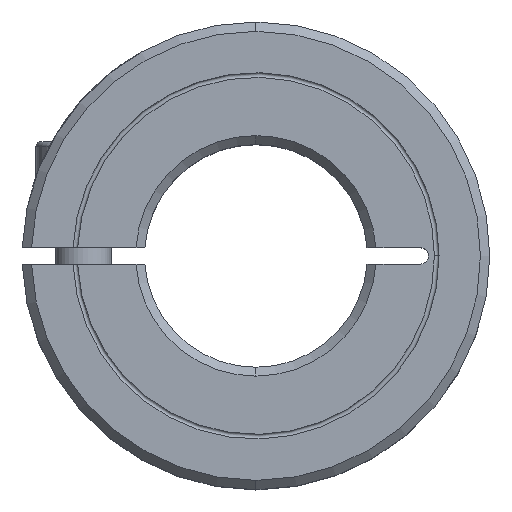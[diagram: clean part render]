
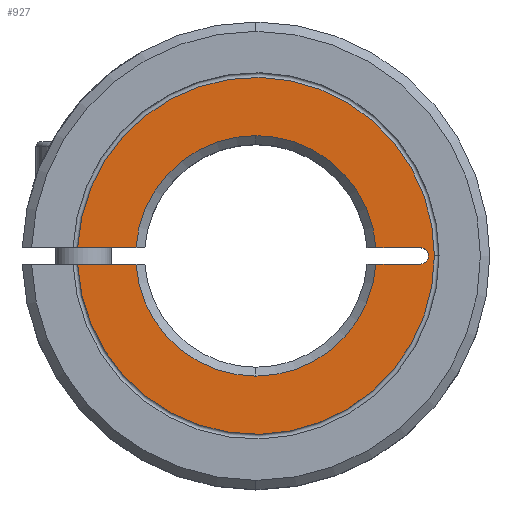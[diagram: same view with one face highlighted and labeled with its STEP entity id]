
A CAD part, top view. The second image highlights one B-rep face of the part: STEP entity #927.
In plain terms, the highlighted planar face has unit normal (0, 0, 1).
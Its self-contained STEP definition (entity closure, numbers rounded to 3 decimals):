
#415=EDGE_CURVE('',#573,#509,#1149,.T.);
#449=VERTEX_POINT('',#1189);
#471=EDGE_CURVE('',#753,#729,#1214,.T.);
#509=VERTEX_POINT('',#1255);
#521=EDGE_CURVE('',#449,#627,#1268,.T.);
#539=EDGE_CURVE('',#825,#1015,#1288,.T.);
#559=EDGE_CURVE('',#509,#825,#1309,.T.);
#573=VERTEX_POINT('',#1325);
#627=VERTEX_POINT('',#1385);
#633=EDGE_CURVE('',#755,#573,#1391,.T.);
#663=VERTEX_POINT('',#1424);
#665=EDGE_CURVE('',#743,#861,#1426,.T.);
#725=EDGE_CURVE('',#663,#743,#1497,.T.);
#729=VERTEX_POINT('',#1501);
#735=EDGE_CURVE('',#627,#753,#1508,.T.);
#743=VERTEX_POINT('',#1517);
#753=VERTEX_POINT('',#1527);
#755=VERTEX_POINT('',#1529);
#825=VERTEX_POINT('',#1605);
#861=VERTEX_POINT('',#1645);
#927=ADVANCED_FACE('',(#1716),#1717,.T.);
#1015=VERTEX_POINT('',#1818);
#1021=EDGE_CURVE('',#861,#755,#1824,.T.);
#1031=EDGE_CURVE('',#729,#663,#1834,.T.);
#1049=EDGE_CURVE('',#1015,#449,#1855,.T.);
#1149=CIRCLE('',#1958,10.8);
#1189=CARTESIAN_POINT('',(-16.008,0.735,15.0));
#1214=CIRCLE('',#2086,10.8);
#1255=CARTESIAN_POINT('',(-10.775,-0.735,15.0));
#1268=LINE('',#2177,#2178);
#1288=CIRCLE('',#2202,16.025);
#1309=LINE('',#2243,#2244);
#1325=CARTESIAN_POINT('',(0.,-10.8,15.0));
#1385=CARTESIAN_POINT('',(-10.775,0.735,15.0));
#1391=CIRCLE('',#2366,10.8);
#1424=CARTESIAN_POINT('',(14.765,0.735,15.0));
#1426=CIRCLE('',#2412,0.735);
#1497=CIRCLE('',#2496,0.735);
#1501=CARTESIAN_POINT('',(10.775,0.735,15.0));
#1508=CIRCLE('',#2510,10.8);
#1517=CARTESIAN_POINT('',(15.5,0.,15.0));
#1527=CARTESIAN_POINT('',(0.,10.8,15.0));
#1529=CARTESIAN_POINT('',(10.775,-0.735,15.0));
#1605=CARTESIAN_POINT('',(-16.008,-0.735,15.0));
#1645=CARTESIAN_POINT('',(14.765,-0.735,15.0));
#1716=FACE_OUTER_BOUND('',#2898,.T.);
#1717=PLANE('',#2899);
#1818=CARTESIAN_POINT('',(16.025,0.,15.0));
#1824=LINE('',#3079,#3080);
#1834=LINE('',#3095,#3096);
#1855=CIRCLE('',#3121,16.025);
#1958=AXIS2_PLACEMENT_3D('',#3264,#3265,#3266);
#2086=AXIS2_PLACEMENT_3D('',#3349,#3350,#3351);
#2177=CARTESIAN_POINT('',(-1.809,0.735,15.0));
#2178=VECTOR('',#3402,1.0);
#2202=AXIS2_PLACEMENT_3D('',#3424,#3425,#3426);
#2243=CARTESIAN_POINT('',(-1.809,-0.735,15.0));
#2244=VECTOR('',#3442,1.0);
#2366=AXIS2_PLACEMENT_3D('',#3545,#3546,#3547);
#2412=AXIS2_PLACEMENT_3D('',#3592,#3593,#3594);
#2496=AXIS2_PLACEMENT_3D('',#3700,#3701,#3702);
#2510=AXIS2_PLACEMENT_3D('',#3712,#3713,#3714);
#2898=EDGE_LOOP('',(#3924,#3925,#3926,#3927,#3928,#3929,#3930,#3931,#3932,#3933,#3934,#3935));
#2899=AXIS2_PLACEMENT_3D('',#3936,#3937,#3938);
#3079=CARTESIAN_POINT('',(-1.809,-0.735,15.0));
#3080=VECTOR('',#4081,1.0);
#3095=CARTESIAN_POINT('',(-1.809,0.735,15.0));
#3096=VECTOR('',#4089,1.0);
#3121=AXIS2_PLACEMENT_3D('',#4118,#4119,#4120);
#3264=CARTESIAN_POINT('',(0.,0.0,15.0));
#3265=DIRECTION('',(0.,0.0,-1.0));
#3266=DIRECTION('',(0.0,1.0,0.0));
#3349=CARTESIAN_POINT('',(0.,0.0,15.0));
#3350=DIRECTION('',(0.,0.0,-1.0));
#3351=DIRECTION('',(0.0,1.0,0.0));
#3402=DIRECTION('',(1.0,0.0,0.));
#3424=CARTESIAN_POINT('',(0.,0.,15.0));
#3425=DIRECTION('',(0.,0.,1.0));
#3426=DIRECTION('',(1.0,0.,0.));
#3442=DIRECTION('',(-1.0,0.0,0.));
#3545=CARTESIAN_POINT('',(0.,0.0,15.0));
#3546=DIRECTION('',(0.,0.0,-1.0));
#3547=DIRECTION('',(0.0,1.0,0.0));
#3592=CARTESIAN_POINT('',(14.765,0.0,15.0));
#3593=DIRECTION('',(0.,0.,-1.0));
#3594=DIRECTION('',(1.0,0.,0.));
#3700=CARTESIAN_POINT('',(14.765,0.0,15.0));
#3701=DIRECTION('',(0.,0.,-1.0));
#3702=DIRECTION('',(1.0,0.,0.));
#3712=CARTESIAN_POINT('',(0.,0.0,15.0));
#3713=DIRECTION('',(0.,0.0,-1.0));
#3714=DIRECTION('',(0.0,1.0,0.0));
#3924=ORIENTED_EDGE('',*,*,#1021,.T.);
#3925=ORIENTED_EDGE('',*,*,#633,.T.);
#3926=ORIENTED_EDGE('',*,*,#415,.T.);
#3927=ORIENTED_EDGE('',*,*,#559,.T.);
#3928=ORIENTED_EDGE('',*,*,#539,.T.);
#3929=ORIENTED_EDGE('',*,*,#1049,.T.);
#3930=ORIENTED_EDGE('',*,*,#521,.T.);
#3931=ORIENTED_EDGE('',*,*,#735,.T.);
#3932=ORIENTED_EDGE('',*,*,#471,.T.);
#3933=ORIENTED_EDGE('',*,*,#1031,.T.);
#3934=ORIENTED_EDGE('',*,*,#725,.T.);
#3935=ORIENTED_EDGE('',*,*,#665,.T.);
#3936=CARTESIAN_POINT('',(0.,15.48,15.0));
#3937=DIRECTION('',(0.,0.,1.0));
#3938=DIRECTION('',(0.,-1.0,0.));
#4081=DIRECTION('',(-1.0,0.0,0.));
#4089=DIRECTION('',(1.0,0.0,0.));
#4118=CARTESIAN_POINT('',(0.,0.,15.0));
#4119=DIRECTION('',(0.,0.,1.0));
#4120=DIRECTION('',(1.0,0.,0.));
